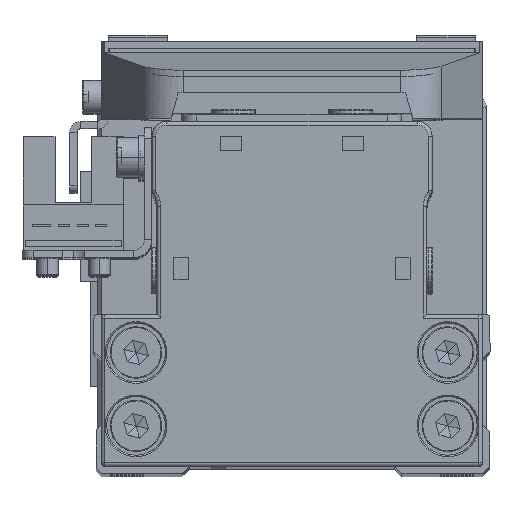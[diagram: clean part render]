
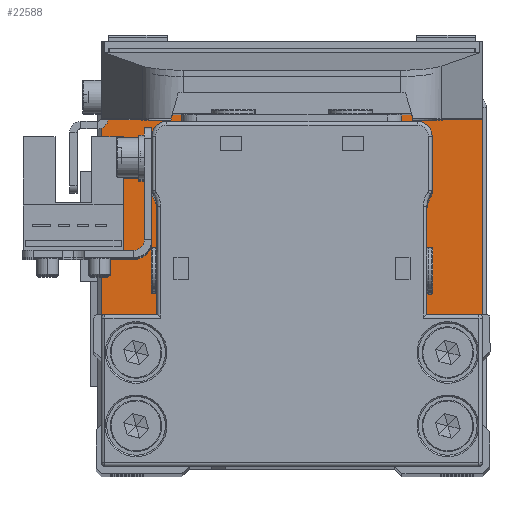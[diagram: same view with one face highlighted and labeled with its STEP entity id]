
A CAD part, top view. The second image highlights one B-rep face of the part: STEP entity #22588.
In plain terms, the highlighted planar face has unit normal (0, 0, 1).
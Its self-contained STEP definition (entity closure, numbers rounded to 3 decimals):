
#315 = FACE_BOUND ( 'NONE', #7973, .T. ) ;
#318 = AXIS2_PLACEMENT_3D ( 'NONE', #30424, #7144, #17499 ) ;
#457 = DIRECTION ( 'NONE',  ( 0., 0., 1. ) ) ;
#712 = VECTOR ( 'NONE', #7478, 1000. ) ;
#856 = CARTESIAN_POINT ( 'NONE',  ( 18.85, 9.95, 6.5 ) ) ;
#1295 = VERTEX_POINT ( 'NONE', #7693 ) ;
#1348 = CARTESIAN_POINT ( 'NONE',  ( 25., -24.95, 6.5 ) ) ;
#1411 = CARTESIAN_POINT ( 'NONE',  ( 21.25, 9.95, 6.5 ) ) ;
#1454 = VERTEX_POINT ( 'NONE', #18716 ) ;
#1577 = EDGE_CURVE ( 'NONE', #7479, #24057, #24645, .T. ) ;
#1865 = CARTESIAN_POINT ( 'NONE',  ( 26., 23.95, 6.5 ) ) ;
#1933 = VECTOR ( 'NONE', #12240, 1000. ) ;
#2190 = CARTESIAN_POINT ( 'NONE',  ( -21.25, 9.95, 6.5 ) ) ;
#2509 = ORIENTED_EDGE ( 'NONE', *, *, #1577, .T. ) ;
#2596 = ORIENTED_EDGE ( 'NONE', *, *, #7136, .T. ) ;
#2640 = CIRCLE ( 'NONE', #21642, 1. ) ;
#3112 = CARTESIAN_POINT ( 'NONE',  ( 23.65, 9.95, 6.5 ) ) ;
#3601 = ORIENTED_EDGE ( 'NONE', *, *, #27746, .T. ) ;
#4334 = CIRCLE ( 'NONE', #23340, 2.4 ) ;
#4788 = ORIENTED_EDGE ( 'NONE', *, *, #19541, .T. ) ;
#4866 = VERTEX_POINT ( 'NONE', #19722 ) ;
#5257 = VERTEX_POINT ( 'NONE', #3112 ) ;
#5545 = VERTEX_POINT ( 'NONE', #9886 ) ;
#5590 = DIRECTION ( 'NONE',  ( 0., 0., 1. ) ) ;
#6005 = EDGE_CURVE ( 'NONE', #26576, #5545, #20388, .T. ) ;
#6197 = VERTEX_POINT ( 'NONE', #16275 ) ;
#6229 = CARTESIAN_POINT ( 'NONE',  ( 23.65, 19.95, 6.5 ) ) ;
#6874 = AXIS2_PLACEMENT_3D ( 'NONE', #9679, #20056, #30433 ) ;
#6891 = EDGE_CURVE ( 'NONE', #1454, #14585, #30197, .T. ) ;
#6897 = CARTESIAN_POINT ( 'NONE',  ( -23.65, 9.95, 6.5 ) ) ;
#7136 = EDGE_CURVE ( 'NONE', #15443, #6197, #22060, .T. ) ;
#7144 = DIRECTION ( 'NONE',  ( 0., 0., 1. ) ) ;
#7295 = EDGE_CURVE ( 'NONE', #31269, #1295, #21531, .T. ) ;
#7425 = AXIS2_PLACEMENT_3D ( 'NONE', #10932, #21309, #31679 ) ;
#7478 = DIRECTION ( 'NONE',  ( 0., -1., 0. ) ) ;
#7479 = VERTEX_POINT ( 'NONE', #28895 ) ;
#7693 = CARTESIAN_POINT ( 'NONE',  ( -18.85, 9.95, 6.5 ) ) ;
#7854 = DIRECTION ( 'NONE',  ( -1., 0., 0. ) ) ;
#7933 = CIRCLE ( 'NONE', #26933, 2.4 ) ;
#7967 = ORIENTED_EDGE ( 'NONE', *, *, #10271, .T. ) ;
#7973 = EDGE_LOOP ( 'NONE', ( #7967, #22852 ) ) ;
#8134 = FACE_OUTER_BOUND ( 'NONE', #27795, .T. ) ;
#9050 = EDGE_CURVE ( 'NONE', #5257, #13996, #27415, .T. ) ;
#9524 = DIRECTION ( 'NONE',  ( 0., 0., 1. ) ) ;
#9592 = CARTESIAN_POINT ( 'NONE',  ( -21.25, 19.95, 6.5 ) ) ;
#9619 = CARTESIAN_POINT ( 'NONE',  ( 21.25, 19.95, 6.5 ) ) ;
#9679 = CARTESIAN_POINT ( 'NONE',  ( -21.25, 9.95, 6.5 ) ) ;
#9886 = CARTESIAN_POINT ( 'NONE',  ( -26., -23.95, 6.5 ) ) ;
#9911 = CARTESIAN_POINT ( 'NONE',  ( -25., 24.95, 6.5 ) ) ;
#10052 = ORIENTED_EDGE ( 'NONE', *, *, #7295, .T. ) ;
#10209 = ORIENTED_EDGE ( 'NONE', *, *, #13094, .T. ) ;
#10271 = EDGE_CURVE ( 'NONE', #30031, #17747, #30295, .T. ) ;
#10322 = AXIS2_PLACEMENT_3D ( 'NONE', #1411, #11776, #22153 ) ;
#10685 = FACE_BOUND ( 'NONE', #15732, .T. ) ;
#10826 = DIRECTION ( 'NONE',  ( 1., 0., 0. ) ) ;
#10932 = CARTESIAN_POINT ( 'NONE',  ( 25., 23.95, 6.5 ) ) ;
#11334 = ORIENTED_EDGE ( 'NONE', *, *, #13018, .T. ) ;
#11681 = CARTESIAN_POINT ( 'NONE',  ( -21.25, 19.95, 6.5 ) ) ;
#11718 = DIRECTION ( 'NONE',  ( 1., 0., 0. ) ) ;
#11725 = CARTESIAN_POINT ( 'NONE',  ( 26., 23.95, 6.5 ) ) ;
#11776 = DIRECTION ( 'NONE',  ( 0., 0., -1. ) ) ;
#12017 = AXIS2_PLACEMENT_3D ( 'NONE', #32825, #9524, #19897 ) ;
#12068 = CARTESIAN_POINT ( 'NONE',  ( 21.25, 9.95, 6.5 ) ) ;
#12240 = DIRECTION ( 'NONE',  ( 0., 1., 0. ) ) ;
#12293 = LINE ( 'NONE', #22666, #29475 ) ;
#12565 = DIRECTION ( 'NONE',  ( 0., 0., -1. ) ) ;
#12758 = AXIS2_PLACEMENT_3D ( 'NONE', #12068, #22440, #32819 ) ;
#13018 = EDGE_CURVE ( 'NONE', #5545, #7479, #14984, .T. ) ;
#13094 = EDGE_CURVE ( 'NONE', #1295, #31269, #28024, .T. ) ;
#13345 = AXIS2_PLACEMENT_3D ( 'NONE', #2190, #12565, #22944 ) ;
#13349 = ORIENTED_EDGE ( 'NONE', *, *, #9050, .T. ) ;
#13996 = VERTEX_POINT ( 'NONE', #856 ) ;
#14156 = EDGE_CURVE ( 'NONE', #4866, #15443, #25167, .T. ) ;
#14291 = EDGE_LOOP ( 'NONE', ( #10052, #10209 ) ) ;
#14398 = CARTESIAN_POINT ( 'NONE',  ( -23.65, 19.95, 6.5 ) ) ;
#14550 = EDGE_CURVE ( 'NONE', #14585, #1454, #7933, .T. ) ;
#14585 = VERTEX_POINT ( 'NONE', #14398 ) ;
#14821 = ORIENTED_EDGE ( 'NONE', *, *, #30398, .T. ) ;
#14984 = CIRCLE ( 'NONE', #318, 1. ) ;
#15443 = VERTEX_POINT ( 'NONE', #11725 ) ;
#15539 = AXIS2_PLACEMENT_3D ( 'NONE', #9592, #19963, #30335 ) ;
#15635 = AXIS2_PLACEMENT_3D ( 'NONE', #9619, #19992, #30359 ) ;
#15732 = EDGE_LOOP ( 'NONE', ( #14821, #13349 ) ) ;
#15950 = DIRECTION ( 'NONE',  ( 1., 0., 0. ) ) ;
#16275 = CARTESIAN_POINT ( 'NONE',  ( 25., 24.95, 6.5 ) ) ;
#16405 = CARTESIAN_POINT ( 'NONE',  ( -26., 23.95, 6.5 ) ) ;
#17440 = CARTESIAN_POINT ( 'NONE',  ( 18.85, 19.95, 6.5 ) ) ;
#17499 = DIRECTION ( 'NONE',  ( 1., 0., 0. ) ) ;
#17525 = ORIENTED_EDGE ( 'NONE', *, *, #6891, .T. ) ;
#17747 = VERTEX_POINT ( 'NONE', #6229 ) ;
#17880 = ORIENTED_EDGE ( 'NONE', *, *, #31834, .T. ) ;
#18510 = PLANE ( 'NONE',  #31522 ) ;
#18716 = CARTESIAN_POINT ( 'NONE',  ( -18.85, 19.95, 6.5 ) ) ;
#19110 = ORIENTED_EDGE ( 'NONE', *, *, #14550, .T. ) ;
#19541 = EDGE_CURVE ( 'NONE', #30555, #26576, #2640, .T. ) ;
#19618 = EDGE_LOOP ( 'NONE', ( #19110, #17525 ) ) ;
#19722 = CARTESIAN_POINT ( 'NONE',  ( 26., -23.95, 6.5 ) ) ;
#19897 = DIRECTION ( 'NONE',  ( 1., 0., 0. ) ) ;
#19963 = DIRECTION ( 'NONE',  ( 0., 0., -1. ) ) ;
#19992 = DIRECTION ( 'NONE',  ( 0., 0., -1. ) ) ;
#20056 = DIRECTION ( 'NONE',  ( 0., 0., -1. ) ) ;
#20388 = LINE ( 'NONE', #30766, #712 ) ;
#20768 = CARTESIAN_POINT ( 'NONE',  ( 21.25, 19.95, 6.5 ) ) ;
#21065 = FACE_BOUND ( 'NONE', #14291, .T. ) ;
#21309 = DIRECTION ( 'NONE',  ( 0., 0., 1. ) ) ;
#21531 = CIRCLE ( 'NONE', #6874, 2.4 ) ;
#21642 = AXIS2_PLACEMENT_3D ( 'NONE', #23760, #457, #10826 ) ;
#22060 = CIRCLE ( 'NONE', #7425, 1. ) ;
#22061 = DIRECTION ( 'NONE',  ( 0., 0., -1. ) ) ;
#22153 = DIRECTION ( 'NONE',  ( -1., 0., 0. ) ) ;
#22440 = DIRECTION ( 'NONE',  ( 0., 0., -1. ) ) ;
#22588 = ADVANCED_FACE ( 'NONE', ( #315, #10685, #21065, #31434, #8134 ), #18510, .T. ) ;
#22666 = CARTESIAN_POINT ( 'NONE',  ( -25., 24.95, 6.5 ) ) ;
#22852 = ORIENTED_EDGE ( 'NONE', *, *, #23373, .T. ) ;
#22944 = DIRECTION ( 'NONE',  ( -1., 0., 0. ) ) ;
#23340 = AXIS2_PLACEMENT_3D ( 'NONE', #20768, #31139, #7854 ) ;
#23373 = EDGE_CURVE ( 'NONE', #17747, #30031, #4334, .T. ) ;
#23760 = CARTESIAN_POINT ( 'NONE',  ( -25., 23.95, 6.5 ) ) ;
#24057 = VERTEX_POINT ( 'NONE', #24272 ) ;
#24272 = CARTESIAN_POINT ( 'NONE',  ( 25., -24.95, 6.5 ) ) ;
#24645 = LINE ( 'NONE', #1348, #32895 ) ;
#24987 = CIRCLE ( 'NONE', #10322, 2.4 ) ;
#25167 = LINE ( 'NONE', #1865, #1933 ) ;
#26576 = VERTEX_POINT ( 'NONE', #16405 ) ;
#26693 = CIRCLE ( 'NONE', #12017, 1. ) ;
#26933 = AXIS2_PLACEMENT_3D ( 'NONE', #11681, #22061, #32429 ) ;
#27415 = CIRCLE ( 'NONE', #12758, 2.4 ) ;
#27746 = EDGE_CURVE ( 'NONE', #24057, #4866, #26693, .T. ) ;
#27795 = EDGE_LOOP ( 'NONE', ( #4788, #31873, #11334, #2509, #3601, #29210, #2596, #17880 ) ) ;
#28024 = CIRCLE ( 'NONE', #13345, 2.4 ) ;
#28893 = CARTESIAN_POINT ( 'NONE',  ( 0., 0., 6.5 ) ) ;
#28895 = CARTESIAN_POINT ( 'NONE',  ( -25., -24.95, 6.5 ) ) ;
#29210 = ORIENTED_EDGE ( 'NONE', *, *, #14156, .T. ) ;
#29475 = VECTOR ( 'NONE', #33037, 1000. ) ;
#30031 = VERTEX_POINT ( 'NONE', #17440 ) ;
#30197 = CIRCLE ( 'NONE', #15539, 2.4 ) ;
#30295 = CIRCLE ( 'NONE', #15635, 2.4 ) ;
#30335 = DIRECTION ( 'NONE',  ( -1., 0., 0. ) ) ;
#30359 = DIRECTION ( 'NONE',  ( -1., 0., 0. ) ) ;
#30398 = EDGE_CURVE ( 'NONE', #13996, #5257, #24987, .T. ) ;
#30424 = CARTESIAN_POINT ( 'NONE',  ( -25., -23.95, 6.5 ) ) ;
#30433 = DIRECTION ( 'NONE',  ( -1., 0., 0. ) ) ;
#30555 = VERTEX_POINT ( 'NONE', #9911 ) ;
#30766 = CARTESIAN_POINT ( 'NONE',  ( -26., -23.95, 6.5 ) ) ;
#31139 = DIRECTION ( 'NONE',  ( 0., 0., -1. ) ) ;
#31269 = VERTEX_POINT ( 'NONE', #6897 ) ;
#31434 = FACE_BOUND ( 'NONE', #19618, .T. ) ;
#31522 = AXIS2_PLACEMENT_3D ( 'NONE', #28893, #5590, #15950 ) ;
#31679 = DIRECTION ( 'NONE',  ( 1., 0., 0. ) ) ;
#31834 = EDGE_CURVE ( 'NONE', #6197, #30555, #12293, .T. ) ;
#31873 = ORIENTED_EDGE ( 'NONE', *, *, #6005, .T. ) ;
#32429 = DIRECTION ( 'NONE',  ( -1., 0., 0. ) ) ;
#32819 = DIRECTION ( 'NONE',  ( -1., 0., 0. ) ) ;
#32825 = CARTESIAN_POINT ( 'NONE',  ( 25., -23.95, 6.5 ) ) ;
#32895 = VECTOR ( 'NONE', #11718, 1000. ) ;
#33037 = DIRECTION ( 'NONE',  ( -1., 0., 0. ) ) ;
